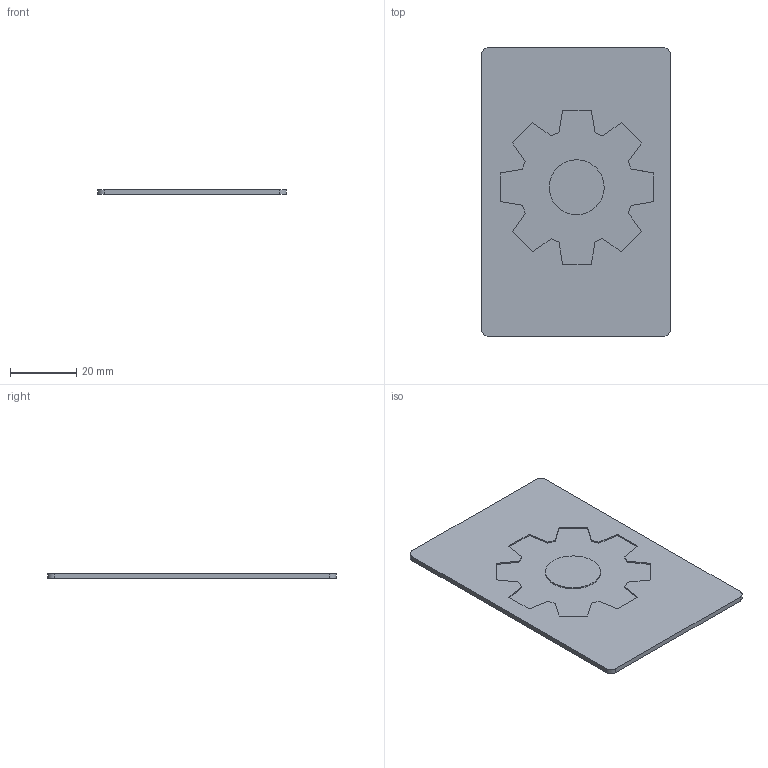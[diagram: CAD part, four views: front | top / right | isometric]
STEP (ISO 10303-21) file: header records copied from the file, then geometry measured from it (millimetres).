
FILE_DESCRIPTION(/* description */ (''),/* implementation_level */ '2;1');
FILE_NAME(/* name */ 'Wingspan - Automa divider v1.step',/* time_stamp */ '2022-04-14T20:06:25+02:00',/* author */ (''),/* organization */ (''),/* preprocessor_version */ 'ST-DEVELOPER v18.1',/* originating_system */ 'Autodesk Translation Framework v10.14.0.1471',/* authorisation */ '');
FILE_SCHEMA (('AUTOMOTIVE_DESIGN { 1 0 10303 214 3 1 1 }'));
Length unit declared in the file: millimetre
Products named in the file (1): Wingspan - Automa divider
Bounding box: 57 x 87 x 1.5 mm (x, y, z)
Volume: 6951 mm3; surface area: 10438.3 mm2
Topology: 1 solids, 1 shells, 48 faces, 132 edges, 88 vertices
Faces by surface type: plane 32, bspline 12, cylinder 4
Entity records: 1573 total; most frequent: CARTESIAN_POINT 425, ORIENTED_EDGE 264, DIRECTION 190, EDGE_CURVE 132, LINE 100, VECTOR 100, VERTEX_POINT 88, EDGE_LOOP 50
